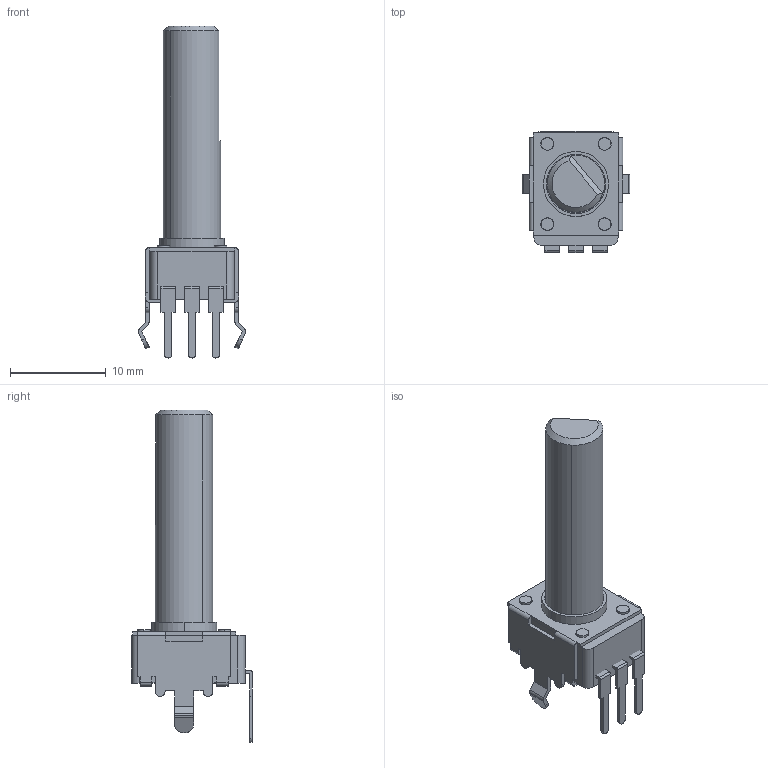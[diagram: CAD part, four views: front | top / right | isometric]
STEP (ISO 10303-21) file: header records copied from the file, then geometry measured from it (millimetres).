
FILE_DESCRIPTION (( 'STEP AP214' ), '1' );
FILE_NAME ('CUI_DEVICES_PT01-D130D-A102.step', '2023-05-03T20:34:45', ( '' ), ( '' ), 'SwSTEP 2.0', 'SolidWorks 2023', '' );
FILE_SCHEMA (( 'AUTOMOTIVE_DESIGN' ));
Length unit declared in the file: millimetre
Products named in the file (5): CUI_DEVICES_PT01-D130D-A102; PT01-D_SHELL; PT01_30D_SHAFT; PT01-D_BODY; PT01-D_HOUSING
Assembly tree (4 placements, depth 3):
  CUI_DEVICES_PT01-D130D-A102
    PT01_30D_SHAFT
    PT01-D_HOUSING
      PT01-D_BODY
      PT01-D_SHELL
Bounding box: 11.27 x 12.65 x 34.75 mm (x, y, z)
Volume: 1126.1 mm3; surface area: 1679 mm2
Topology: 6 solids, 6 shells, 287 faces, 768 edges, 504 vertices
Faces by surface type: plane 202, cylinder 76, torus 6, cone 3
Entity records: 9119 total; most frequent: CARTESIAN_POINT 1591, ORIENTED_EDGE 1536, DIRECTION 1531, EDGE_CURVE 768, LINE 579, VECTOR 579, VERTEX_POINT 504, AXIS2_PLACEMENT_3D 476
